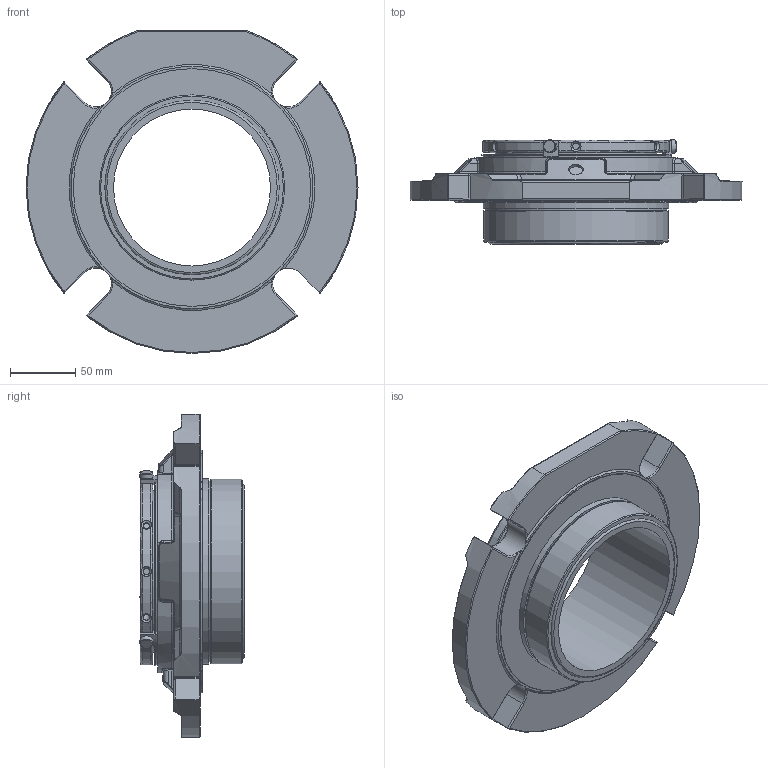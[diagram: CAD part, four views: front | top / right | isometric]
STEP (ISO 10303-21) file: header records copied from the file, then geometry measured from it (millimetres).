
FILE_DESCRIPTION(/* description */ ('Unknown'),/* implementation_level */ '2;1');
FILE_NAME(/* name */ '120mm',/* time_stamp */ '2023-02-21T11:51:04+00:00',/* author */ ('Unknown'),/* organization */ ('Unknown'),/* preprocessor_version */ 'ST-DEVELOPER v16.7',/* originating_system */ 'Solid Edge',/* authorisation */ 'Unknown');
FILE_SCHEMA (('AUTOMOTIVE_DESIGN {1 0 10303 214 3 1 1}'));
Length unit declared in the file: millimetre
Products named in the file (1): 120mm
Bounding box: 253.75 x 79.63 x 246.87 mm (x, y, z)
Volume: 985570.9 mm3; surface area: 157690.1 mm2
Topology: 1 solids, 1 shells, 622 faces, 1623 edges, 1015 vertices
Faces by surface type: plane 202, cylinder 170, bspline 98, torus 82, sphere 39, cone 31
Full cylindrical faces by diameter (mm): 3.761 x1, 5 x8, 6 x3, 10 x3, 10.998 x1, 119.99 x1, 123.8 x1, 133.325 x1, 138.405 x1, 141.275 x1, 141.605 x1, 142.824 x1, 144.348 x1, 181.737 x1
Entity records: 26318 total; most frequent: CARTESIAN_POINT 7947, ORIENTED_EDGE 3060, DIRECTION 2670, EDGE_CURVE 1530, AXIS2_PLACEMENT_3D 1075, VERTEX_POINT 977, EDGE_LOOP 727, FACE_BOUND 727
